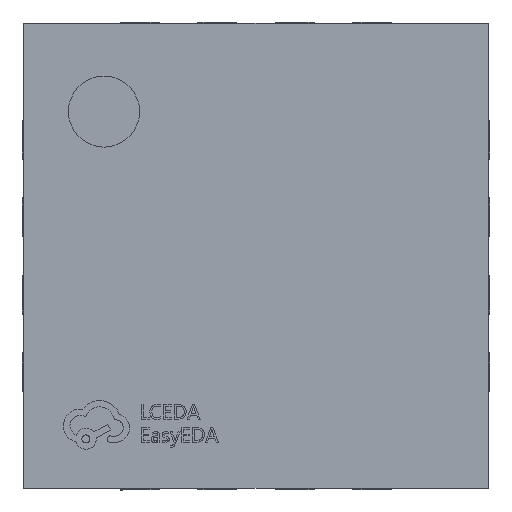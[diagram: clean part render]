
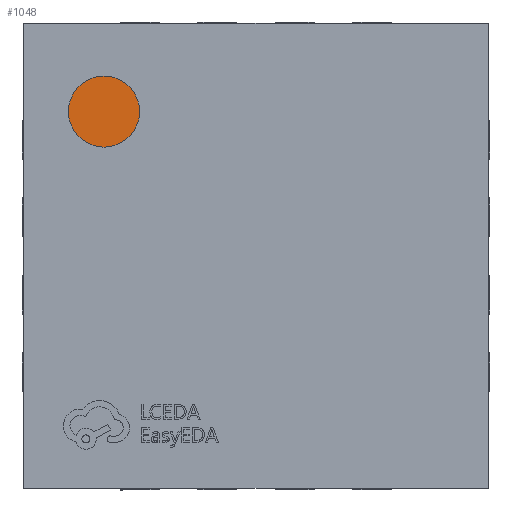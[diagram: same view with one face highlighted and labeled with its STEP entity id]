
A CAD part, top view. The second image highlights one B-rep face of the part: STEP entity #1048.
In plain terms, the highlighted planar face has unit normal (0, 0, 1).
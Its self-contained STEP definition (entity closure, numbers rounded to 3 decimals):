
#166 = DIRECTION ( 'NONE',  ( 0., 0., 1. ) ) ;
#1048 = ADVANCED_FACE ( 'NONE', ( #16404 ), #15063, .T. ) ;
#1826 = CIRCLE ( 'NONE', #3148, 0.229 ) ;
#2428 = ORIENTED_EDGE ( 'NONE', *, *, #16268, .T. ) ;
#3148 = AXIS2_PLACEMENT_3D ( 'NONE', #15084, #3458, #12237 ) ;
#3458 = DIRECTION ( 'NONE',  ( 0., 0., 1. ) ) ;
#3640 = VERTEX_POINT ( 'NONE', #7109 ) ;
#4717 = CARTESIAN_POINT ( 'NONE',  ( -0.981, 0.931, 0.849 ) ) ;
#5487 = DIRECTION ( 'NONE',  ( 1., 0., 0. ) ) ;
#6373 = VERTEX_POINT ( 'NONE', #14369 ) ;
#6866 = ORIENTED_EDGE ( 'NONE', *, *, #16131, .T. ) ;
#6942 = AXIS2_PLACEMENT_3D ( 'NONE', #4717, #7441, #11169 ) ;
#7109 = CARTESIAN_POINT ( 'NONE',  ( -1.21, 0.931, 0.849 ) ) ;
#7237 = EDGE_LOOP ( 'NONE', ( #2428, #6866 ) ) ;
#7441 = DIRECTION ( 'NONE',  ( 0., 0., 1. ) ) ;
#10498 = AXIS2_PLACEMENT_3D ( 'NONE', #15761, #166, #5487 ) ;
#11169 = DIRECTION ( 'NONE',  ( 1., 0., 0. ) ) ;
#12237 = DIRECTION ( 'NONE',  ( 1., 0., 0. ) ) ;
#13759 = CIRCLE ( 'NONE', #10498, 0.229 ) ;
#14369 = CARTESIAN_POINT ( 'NONE',  ( -0.751, 0.931, 0.849 ) ) ;
#15063 = PLANE ( 'NONE',  #6942 ) ;
#15084 = CARTESIAN_POINT ( 'NONE',  ( -0.981, 0.931, 0.849 ) ) ;
#15761 = CARTESIAN_POINT ( 'NONE',  ( -0.981, 0.931, 0.849 ) ) ;
#16131 = EDGE_CURVE ( 'NONE', #3640, #6373, #1826, .T. ) ;
#16268 = EDGE_CURVE ( 'NONE', #6373, #3640, #13759, .T. ) ;
#16404 = FACE_OUTER_BOUND ( 'NONE', #7237, .T. ) ;
